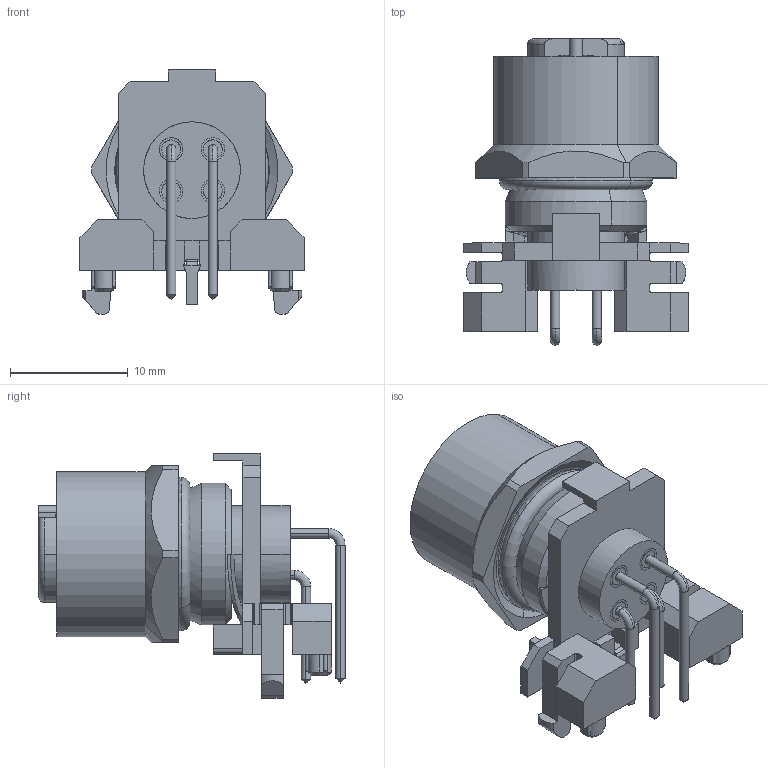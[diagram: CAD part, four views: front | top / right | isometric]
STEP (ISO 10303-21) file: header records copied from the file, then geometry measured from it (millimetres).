
FILE_DESCRIPTION(('CATIA V5 STEP Exchange','CAx-IF Rec.Pracs.--- Model Styling and Organization---1.4--- 2014-01-23'),'2;1');
FILE_NAME ('326078-1_0_2424260000_2424260000.stp','2021-01-03T13:46:29+00:00',('none'),('Weidmueller'),'CATIA Version 5-6 Release 2016 SP3 HF44','CATIA V5 STEP AP214','none');
FILE_SCHEMA(('AUTOMOTIVE_DESIGN { 1 0 10303 214 1 1 1 1 }'));
Length unit declared in the file: millimetre
Products named in the file (1): 2424260000
Bounding box: 19 x 25.96 x 20.7 mm (x, y, z)
Volume: 2755.7 mm3; surface area: 3132.9 mm2
Topology: 7 solids, 7 shells, 437 faces, 1189 edges, 782 vertices
Faces by surface type: plane 210, cylinder 148, bspline 33, cone 24, torus 22
Entity records: 14795 total; most frequent: CARTESIAN_POINT 4395, ORIENTED_EDGE 2362, DIRECTION 1711, EDGE_CURVE 1181, VERTEX_POINT 782, AXIS2_PLACEMENT_3D 668, VECTOR 656, LINE 656
